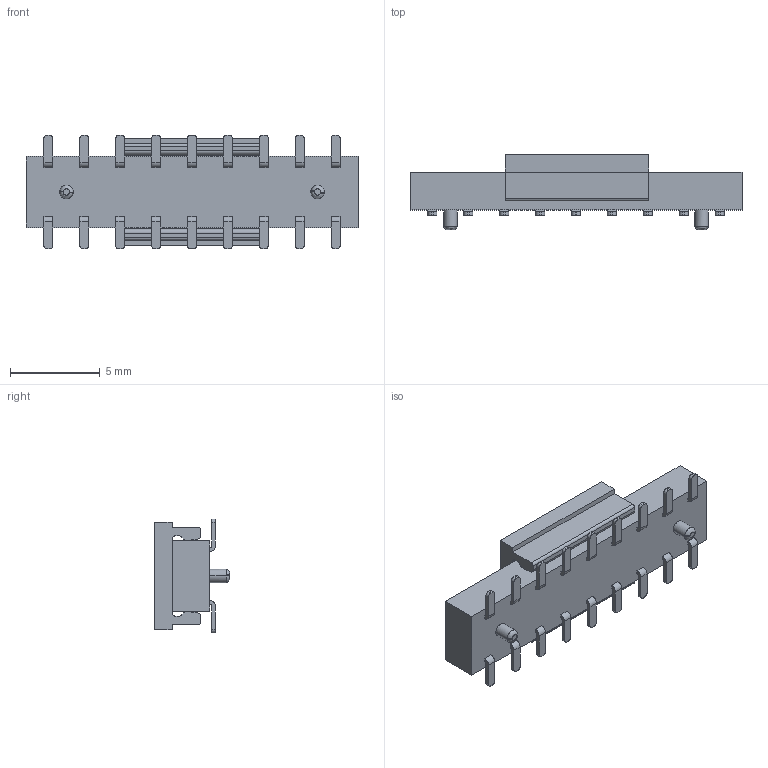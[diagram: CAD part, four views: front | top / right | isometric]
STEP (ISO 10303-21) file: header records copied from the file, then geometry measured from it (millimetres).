
FILE_DESCRIPTION( ('This file contains a STEP AP42 implementation' ,'as created by ZW3D STEP Interface translator.') ,'2;1' );
FILE_NAME( '2221-2XXMXXCUNX4.stp' ,'23 414. 91639', (''), ('ZWCAD Software Co.'), 'Version 1.0', 'ZW3D to STEP translator', '' );
FILE_SCHEMA(('AUTOMOTIVE_DESIGN { 1 0 10303 214 1 1 1 1 }'));
Length unit declared in the file: millimetre
Products named in the file (2): 0; 2221-220MXXCUNX4
Bounding box: 18.5 x 4.2 x 6.35 mm (x, y, z)
Volume: 190.1 mm3; surface area: 736.8 mm2
Topology: 1 solids, 7 shells, 1619 faces, 4442 edges, 2843 vertices
Faces by surface type: plane 1021, cylinder 370, bspline 228
Entity records: 70544 total; most frequent: CARTESIAN_POINT 36527, ORIENTED_EDGE 8916, EDGE_CURVE 4442, B_SPLINE_CURVE_WITH_KNOTS 3914, DIRECTION 3364, VERTEX_POINT 2843, EDGE_LOOP 1701, FACE_OUTER_BOUND 1619
